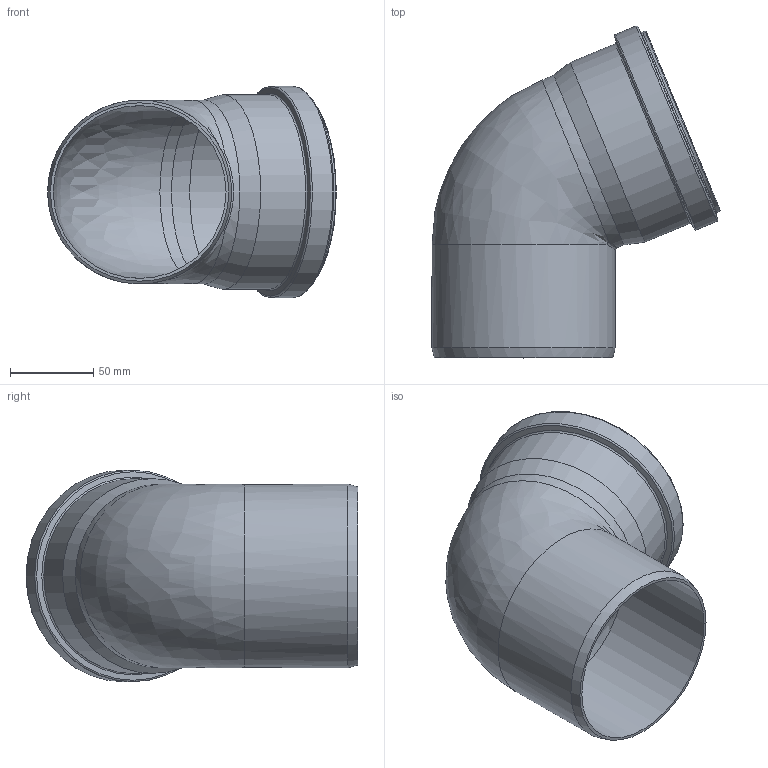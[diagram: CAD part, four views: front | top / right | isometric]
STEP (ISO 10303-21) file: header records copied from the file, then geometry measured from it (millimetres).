
FILE_DESCRIPTION(/* description */ (''),/* implementation_level */ '2;1');
FILE_NAME(/* name */ '220230 KGB Bogen DN_OD 110_67°.stp',/* time_stamp */ '2017-04-18T10:08:34+02:00',/* author */ ('user1'),/* organization */ (''),/* preprocessor_version */ 'ST-DEVELOPER v16.1',/* originating_system */ 'Autodesk Inventor 2016',/* authorisation */ '');
FILE_SCHEMA (('AUTOMOTIVE_DESIGN { 1 0 10303 214 3 1 1 }'));
Length unit declared in the file: millimetre
Products named in the file (1): 220230 KGB Bogen DN_OD 110_67°
Bounding box: 173 x 199 x 126.8 mm (x, y, z)
Volume: 207435.9 mm3; surface area: 143628.1 mm2
Topology: 1 solids, 1 shells, 34 faces, 70 edges, 37 vertices
Faces by surface type: cylinder 11, torus 10, cone 7, bspline 3, plane 3
Full cylindrical faces by diameter (mm): 103.6 x2, 110.2 x2, 110.7 x1, 111 x2, 116.7 x1, 117 x1, 120.8 x1, 126.8 x1
Entity records: 818 total; most frequent: CARTESIAN_POINT 211, DIRECTION 134, ORIENTED_EDGE 74, AXIS2_PLACEMENT_3D 67, EDGE_LOOP 65, EDGE_CURVE 37, FACE_OUTER_BOUND 34, VERTEX_POINT 34
